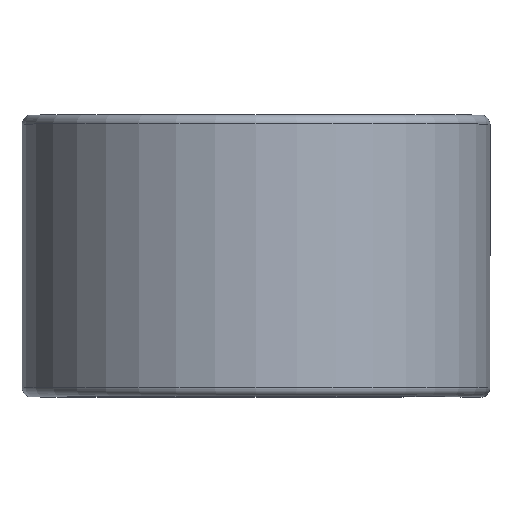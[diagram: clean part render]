
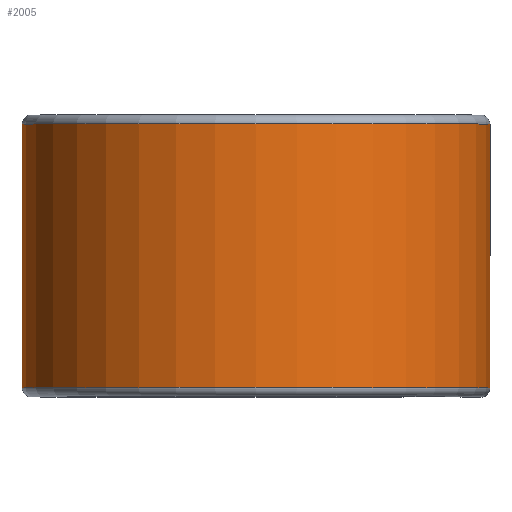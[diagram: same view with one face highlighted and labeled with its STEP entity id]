
A CAD part, top view. The second image highlights one B-rep face of the part: STEP entity #2005.
In plain terms, the highlighted cylindrical face has radius 19.774 mm (diameter 39.548 mm), a partial arc.
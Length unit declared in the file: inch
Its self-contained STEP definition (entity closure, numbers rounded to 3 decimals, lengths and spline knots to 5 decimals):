
#228 = CARTESIAN_POINT ( 'NONE',  ( 0., -0.43875, -0.7785 ) ) ;
#300 = EDGE_CURVE ( 'NONE', #1425, #716, #1945, .T. ) ;
#341 = DIRECTION ( 'NONE',  ( 0., 0., -1. ) ) ;
#361 = DIRECTION ( 'NONE',  ( 0., -1., 0. ) ) ;
#379 = EDGE_CURVE ( 'NONE', #1425, #2001, #2147, .T. ) ;
#397 = EDGE_CURVE ( 'NONE', #2001, #1258, #1022, .T. ) ;
#451 = DIRECTION ( 'NONE',  ( 0., -1., 0. ) ) ;
#457 = CARTESIAN_POINT ( 'NONE',  ( 0.7785, 0.43875, 0. ) ) ;
#463 = DIRECTION ( 'NONE',  ( 0., 0., -1. ) ) ;
#470 = DIRECTION ( 'NONE',  ( 0., 0., -1. ) ) ;
#482 = DIRECTION ( 'NONE',  ( 0., -1., 0. ) ) ;
#489 = CARTESIAN_POINT ( 'NONE',  ( 0., -0.43875, 0. ) ) ;
#497 = CARTESIAN_POINT ( 'NONE',  ( 0., 0.43875, 0. ) ) ;
#575 = EDGE_CURVE ( 'NONE', #716, #1258, #1450, .T. ) ;
#716 = VERTEX_POINT ( 'NONE', #228 ) ;
#860 = ORIENTED_EDGE ( 'NONE', *, *, #379, .T. ) ;
#864 = ORIENTED_EDGE ( 'NONE', *, *, #300, .F. ) ;
#884 = DIRECTION ( 'NONE',  ( 0., 1., 0. ) ) ;
#1009 = AXIS2_PLACEMENT_3D ( 'NONE', #497, #361, #341 ) ;
#1022 = CIRCLE ( 'NONE', #1009, 0.7785 ) ;
#1173 = EDGE_LOOP ( 'NONE', ( #860, #1716, #2353, #864 ) ) ;
#1190 = AXIS2_PLACEMENT_3D ( 'NONE', #489, #482, #470 ) ;
#1237 = CARTESIAN_POINT ( 'NONE',  ( 0., 0.43875, -0.7785 ) ) ;
#1258 = VERTEX_POINT ( 'NONE', #1237 ) ;
#1367 = VECTOR ( 'NONE', #884, 39.37008 ) ;
#1389 = CARTESIAN_POINT ( 'NONE',  ( 0.7785, 0.43875, 0. ) ) ;
#1398 = DIRECTION ( 'NONE',  ( 0., 1., 0. ) ) ;
#1425 = VERTEX_POINT ( 'NONE', #1659 ) ;
#1450 = LINE ( 'NONE', #2000, #1367 ) ;
#1659 = CARTESIAN_POINT ( 'NONE',  ( 0.7785, -0.43875, 0. ) ) ;
#1716 = ORIENTED_EDGE ( 'NONE', *, *, #397, .T. ) ;
#1771 = FACE_OUTER_BOUND ( 'NONE', #1173, .T. ) ;
#1796 = CYLINDRICAL_SURFACE ( 'NONE', #2048, 0.7785 ) ;
#1910 = CARTESIAN_POINT ( 'NONE',  ( 0., 0.4375, 0. ) ) ;
#1945 = CIRCLE ( 'NONE', #1190, 0.7785 ) ;
#2000 = CARTESIAN_POINT ( 'NONE',  ( 0., 0.43875, -0.7785 ) ) ;
#2001 = VERTEX_POINT ( 'NONE', #457 ) ;
#2005 = ADVANCED_FACE ( 'NONE', ( #1771 ), #1796, .T. ) ;
#2048 = AXIS2_PLACEMENT_3D ( 'NONE', #1910, #451, #463 ) ;
#2147 = LINE ( 'NONE', #1389, #2207 ) ;
#2207 = VECTOR ( 'NONE', #1398, 39.37008 ) ;
#2353 = ORIENTED_EDGE ( 'NONE', *, *, #575, .F. ) ;
